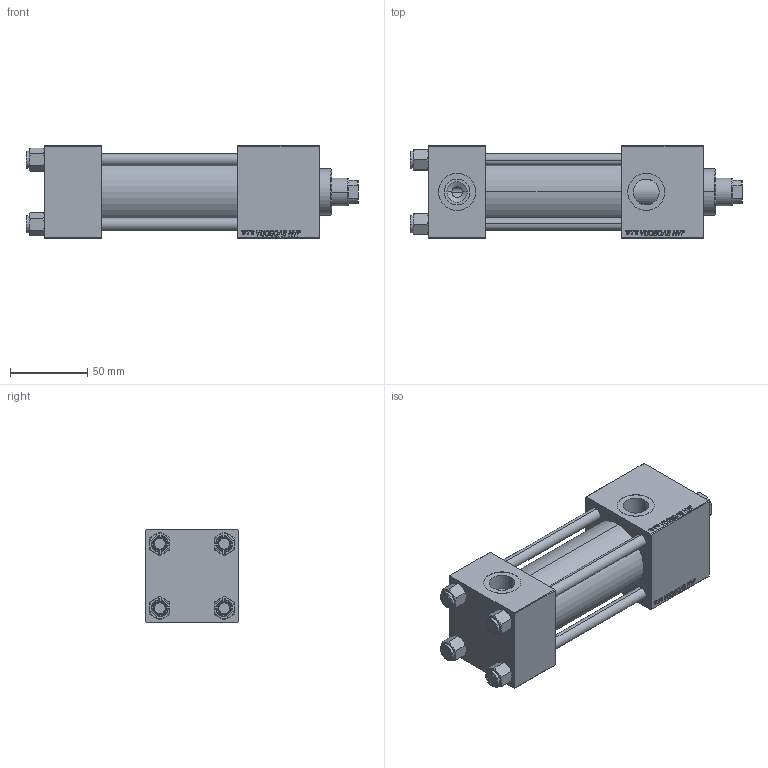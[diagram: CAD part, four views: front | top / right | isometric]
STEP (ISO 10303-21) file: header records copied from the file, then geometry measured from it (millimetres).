
FILE_DESCRIPTION (( 'STEP AP203' ), '1' );
FILE_NAME ('cc42.STEP', '2022-04-16T14:23:27', ( '' ), ( '' ), 'SwSTEP 2.0', 'SolidWorks 2019', '' );
FILE_SCHEMA (( 'CONFIG_CONTROL_DESIGN' ));
Length unit declared in the file: millimetre
Products named in the file (6): NUT_M5_C f0c1cd9a122e80c79ae1b9e1794a7b15; V215_VC_A f0c1cd9a122e80c79ae1b9e1794a7b15; cc42; V215CR_VCP_C f0c1cd9a122e80c79ae1b9e1794a7b15; V215CR_C_Body f0c1cd9a122e80c79ae1b9e1794a7b15; V215CR_C_TYCINKA f0c1cd9a122e80c79ae1b9e1794a7b15
Assembly tree (11 placements, depth 2):
  cc42
    V215CR_C_Body f0c1cd9a122e80c79ae1b9e1794a7b15
    V215CR_VCP_C f0c1cd9a122e80c79ae1b9e1794a7b15
    NUT_M5_C f0c1cd9a122e80c79ae1b9e1794a7b15  x4
    V215CR_C_TYCINKA f0c1cd9a122e80c79ae1b9e1794a7b15  x4
    V215_VC_A f0c1cd9a122e80c79ae1b9e1794a7b15
Bounding box: 215 x 60 x 60 mm (x, y, z)
Volume: 428343.5 mm3; surface area: 118225.5 mm2
Topology: 11 solids, 11 shells, 1154 faces, 2889 edges, 1875 vertices
Faces by surface type: plane 528, bspline 392, cone 136, cylinder 90, torus 8
Entity records: 50389 total; most frequent: CARTESIAN_POINT 27143, ORIENTED_EDGE 5270, DIRECTION 3333, EDGE_CURVE 2635, VERTEX_POINT 1731, VECTOR 1595, LINE 1595, EDGE_LOOP 1164
